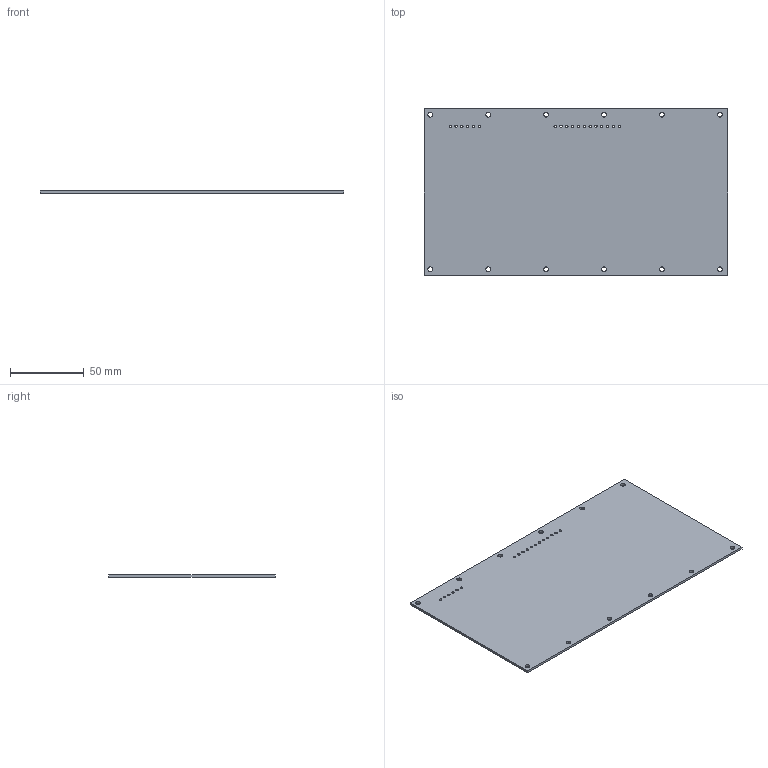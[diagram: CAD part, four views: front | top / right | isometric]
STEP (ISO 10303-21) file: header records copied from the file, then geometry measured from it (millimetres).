
FILE_DESCRIPTION(('KiCad electronic assembly'),'2;1');
FILE_NAME('model_d.step','2022-08-15T11:56:13',('Pcbnew'),('Kicad'), 'Open CASCADE STEP processor 7.6','KiCad to STEP converter','Unknown' );
FILE_SCHEMA(('AUTOMOTIVE_DESIGN { 1 0 10303 214 1 1 1 1 }'));
Length unit declared in the file: millimetre
Products named in the file (2): model_d 1; model_d PCB
Assembly tree (1 placements, depth 2):
  model_d 1
    model_d PCB
Bounding box: 205.9 x 113 x 1.6 mm (x, y, z)
Volume: 37014.4 mm3; surface area: 47626.3 mm2
Topology: 1 solids, 1 shells, 36 faces, 102 edges, 68 vertices
Faces by surface type: cylinder 30, plane 6
Full cylindrical faces by diameter (mm): 1.6 x18, 3.2 x12
Entity records: 2879 total; most frequent: CARTESIAN_POINT 772, DIRECTION 382, ORIENTED_EDGE 204, PCURVE 204, DEFINITIONAL_REPRESENTATION 204, LINE 186, VECTOR 186, EDGE_CURVE 102
